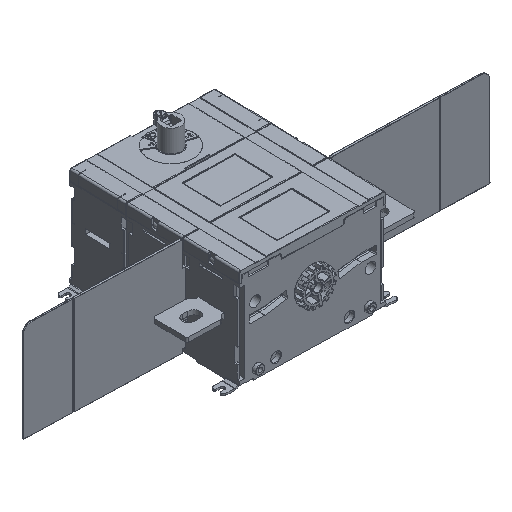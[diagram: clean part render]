
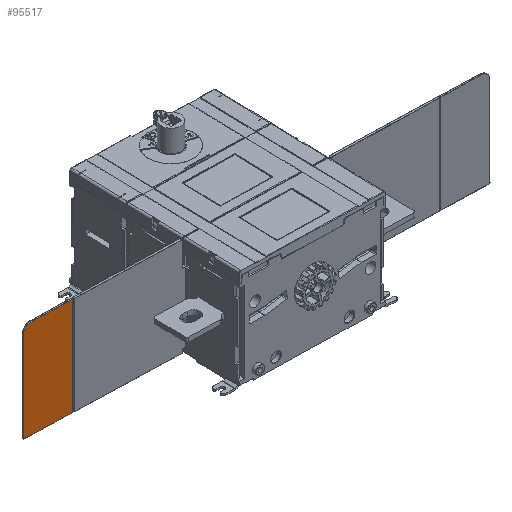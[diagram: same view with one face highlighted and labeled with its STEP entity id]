
A CAD part, isometric view. The second image highlights one B-rep face of the part: STEP entity #95517.
In plain terms, the highlighted planar face has unit normal (-0.032, -1, 0).
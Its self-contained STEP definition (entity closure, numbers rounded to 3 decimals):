
#36189=DIRECTION('',(-0.999,0.032,0.));
#36190=VECTOR('',#36189,43.7);
#36191=CARTESIAN_POINT('',(-617.469,-103.792,
121.789));
#36192=LINE('',#36191,#36190);
#36203=CARTESIAN_POINT('',(-661.147,-102.39,
121.789));
#36204=CARTESIAN_POINT('',(-661.285,-102.386,
121.789));
#36205=CARTESIAN_POINT('',(-661.561,-102.377,
121.784));
#36206=CARTESIAN_POINT('',(-661.976,-102.363,
121.757));
#36207=CARTESIAN_POINT('',(-662.39,-102.35,
121.713));
#36208=CARTESIAN_POINT('',(-662.802,-102.337,
121.651));
#36209=CARTESIAN_POINT('',(-663.211,-102.324,
121.572));
#36210=CARTESIAN_POINT('',(-663.615,-102.311,
121.476));
#36211=CARTESIAN_POINT('',(-664.016,-102.298,
121.363));
#36212=CARTESIAN_POINT('',(-664.411,-102.285,
121.232));
#36213=CARTESIAN_POINT('',(-664.8,-102.273,
121.085));
#36214=CARTESIAN_POINT('',(-665.183,-102.261,
120.922));
#36215=CARTESIAN_POINT('',(-665.558,-102.249,
120.743));
#36216=CARTESIAN_POINT('',(-665.925,-102.237,
120.547));
#36217=CARTESIAN_POINT('',(-666.284,-102.225,
120.337));
#36218=CARTESIAN_POINT('',(-666.633,-102.214,
120.111));
#36219=CARTESIAN_POINT('',(-666.973,-102.203,
119.871));
#36220=CARTESIAN_POINT('',(-667.302,-102.193,
119.617));
#36221=CARTESIAN_POINT('',(-667.62,-102.182,
119.348));
#36222=CARTESIAN_POINT('',(-667.926,-102.173,
119.067));
#36223=CARTESIAN_POINT('',(-668.22,-102.163,
118.773));
#36224=CARTESIAN_POINT('',(-668.501,-102.154,
118.466));
#36225=CARTESIAN_POINT('',(-668.769,-102.145,
118.148));
#36226=CARTESIAN_POINT('',(-669.024,-102.137,
117.819));
#36227=CARTESIAN_POINT('',(-669.264,-102.13,
117.48));
#36228=CARTESIAN_POINT('',(-669.489,-102.122,
117.13));
#36229=CARTESIAN_POINT('',(-669.7,-102.116,
116.772));
#36230=CARTESIAN_POINT('',(-669.895,-102.109,
116.404));
#36231=CARTESIAN_POINT('',(-670.074,-102.104,
116.029));
#36232=CARTESIAN_POINT('',(-670.238,-102.098,
115.646));
#36233=CARTESIAN_POINT('',(-670.385,-102.094,
115.256));
#36234=CARTESIAN_POINT('',(-670.515,-102.089,
114.86));
#36235=CARTESIAN_POINT('',(-670.629,-102.086,
114.46));
#36236=CARTESIAN_POINT('',(-670.725,-102.083,
114.055));
#36237=CARTESIAN_POINT('',(-670.804,-102.08,
113.646));
#36238=CARTESIAN_POINT('',(-670.865,-102.078,
113.235));
#36239=CARTESIAN_POINT('',(-670.909,-102.077,
112.821));
#36240=CARTESIAN_POINT('',(-670.936,-102.076,
112.405));
#36241=CARTESIAN_POINT('',(-670.942,-102.076,
112.128));
#36242=CARTESIAN_POINT('',(-670.942,-102.076,
111.989));
#36248=DIRECTION('',(0.,0.,-1.));
#36249=VECTOR('',#36248,99.);
#36250=CARTESIAN_POINT('',(-670.942,-102.076,
111.989));
#36251=LINE('',#36250,#36249);
#36262=CARTESIAN_POINT('',(-670.942,-102.076,
12.989));
#36263=CARTESIAN_POINT('',(-670.942,-102.076,
12.968));
#36264=CARTESIAN_POINT('',(-670.94,-102.076,
12.927));
#36265=CARTESIAN_POINT('',(-670.933,-102.076,
12.864));
#36266=CARTESIAN_POINT('',(-670.921,-102.076,
12.803));
#36267=CARTESIAN_POINT('',(-670.904,-102.077,
12.742));
#36268=CARTESIAN_POINT('',(-670.882,-102.078,
12.683));
#36269=CARTESIAN_POINT('',(-670.856,-102.079,
12.626));
#36270=CARTESIAN_POINT('',(-670.825,-102.08,
12.571));
#36271=CARTESIAN_POINT('',(-670.79,-102.081,
12.519));
#36272=CARTESIAN_POINT('',(-670.751,-102.082,
12.469));
#36273=CARTESIAN_POINT('',(-670.708,-102.083,
12.423));
#36274=CARTESIAN_POINT('',(-670.662,-102.085,
12.38));
#36275=CARTESIAN_POINT('',(-670.613,-102.086,
12.341));
#36276=CARTESIAN_POINT('',(-670.56,-102.088,
12.306));
#36277=CARTESIAN_POINT('',(-670.506,-102.09,
12.276));
#36278=CARTESIAN_POINT('',(-670.448,-102.092,
12.249));
#36279=CARTESIAN_POINT('',(-670.389,-102.093,
12.228));
#36280=CARTESIAN_POINT('',(-670.329,-102.095,
12.211));
#36281=CARTESIAN_POINT('',(-670.267,-102.097,
12.198));
#36282=CARTESIAN_POINT('',(-670.205,-102.099,
12.191));
#36283=CARTESIAN_POINT('',(-670.163,-102.101,
12.189));
#36284=CARTESIAN_POINT('',(-670.142,-102.101,
12.189));
#36286=DIRECTION('',(0.999,-0.032,0.));
#36287=VECTOR('',#36286,52.7);
#36288=CARTESIAN_POINT('',(-670.142,-102.101,
12.189));
#36289=LINE('',#36288,#36287);
#36371=DIRECTION('',(0.,0.,1.));
#36372=VECTOR('',#36371,109.6);
#36373=CARTESIAN_POINT('',(-617.469,-103.792,
12.189));
#36374=LINE('',#36373,#36372);
#52126=CARTESIAN_POINT('',(-617.469,-103.792,
121.789));
#52127=VERTEX_POINT('',#52126);
#52128=CARTESIAN_POINT('',(-661.147,-102.39,
121.789));
#52129=VERTEX_POINT('',#52128);
#52130=CARTESIAN_POINT('',(-670.942,-102.076,
111.989));
#52132=VERTEX_POINT('',#52130);
#52135=CARTESIAN_POINT('',(-670.942,-102.076,
12.989));
#52137=VERTEX_POINT('',#52135);
#52138=CARTESIAN_POINT('',(-670.142,-102.101,
12.189));
#52140=VERTEX_POINT('',#52138);
#52143=CARTESIAN_POINT('',(-617.469,-103.792,
12.189));
#52145=VERTEX_POINT('',#52143);
#95504=CARTESIAN_POINT('',(-644.206,-102.934,
66.989));
#95505=DIRECTION('',(-0.032,-0.999,0.));
#95506=DIRECTION('',(-0.999,0.032,0.));
#95507=AXIS2_PLACEMENT_3D('',#95504,#95505,#95506);
#95508=PLANE('',#95507);
#95509=ORIENTED_EDGE('',*,*,#95273,.F.);
#95510=ORIENTED_EDGE('',*,*,#95499,.F.);
#95511=ORIENTED_EDGE('',*,*,#95408,.F.);
#95512=ORIENTED_EDGE('',*,*,#95394,.F.);
#95513=ORIENTED_EDGE('',*,*,#95355,.F.);
#95514=ORIENTED_EDGE('',*,*,#95340,.F.);
#95515=EDGE_LOOP('',(#95509,#95510,#95511,#95512,#95513,#95514));
#95516=FACE_OUTER_BOUND('',#95515,.F.);
#36243=B_SPLINE_CURVE_WITH_KNOTS('',3,(#36203,#36204,#36205,#36206,#36207,
#36208,#36209,#36210,#36211,#36212,#36213,#36214,#36215,#36216,#36217,#36218,
#36219,#36220,#36221,#36222,#36223,#36224,#36225,#36226,#36227,#36228,#36229,
#36230,#36231,#36232,#36233,#36234,#36235,#36236,#36237,#36238,#36239,#36240,
#36241,#36242),.UNSPECIFIED.,.F.,.F.,(4,1,1,1,1,1,1,1,1,1,1,1,1,1,1,1,1,1,1,1,1,
1,1,1,1,1,1,1,1,1,1,1,1,1,1,1,1,4),(0.,0.027,0.054,
0.081,0.108,0.135,0.162,
0.189,0.216,0.243,0.27,
0.297,0.324,0.351,0.378,
0.405,0.432,0.459,0.486,
0.514,0.541,0.568,0.595,
0.622,0.649,0.676,0.703,
0.73,0.757,0.784,0.811,
0.838,0.865,0.892,0.919,
0.946,0.973,1.),.UNSPECIFIED.);
#36285=B_SPLINE_CURVE_WITH_KNOTS('',3,(#36262,#36263,#36264,#36265,#36266,
#36267,#36268,#36269,#36270,#36271,#36272,#36273,#36274,#36275,#36276,#36277,
#36278,#36279,#36280,#36281,#36282,#36283,#36284),.UNSPECIFIED.,.F.,.F.,(4,1,1,
1,1,1,1,1,1,1,1,1,1,1,1,1,1,1,1,1,4),(0.,0.05,0.1,0.15,0.2,0.25,
0.3,0.35,0.4,0.45,0.5,0.55,0.6,0.65,0.7,0.75,0.8,0.85,
0.9,0.95,1.),.UNSPECIFIED.);
#95273=EDGE_CURVE('',#52127,#52129,#36192,.T.);
#95340=EDGE_CURVE('',#52129,#52132,#36243,.T.);
#95355=EDGE_CURVE('',#52132,#52137,#36251,.T.);
#95394=EDGE_CURVE('',#52137,#52140,#36285,.T.);
#95408=EDGE_CURVE('',#52140,#52145,#36289,.T.);
#95499=EDGE_CURVE('',#52145,#52127,#36374,.T.);
#95517=ADVANCED_FACE('',(#95516),#95508,.T.);
